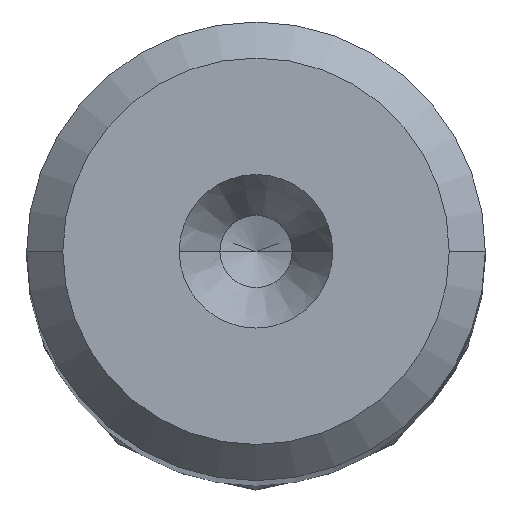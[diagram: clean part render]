
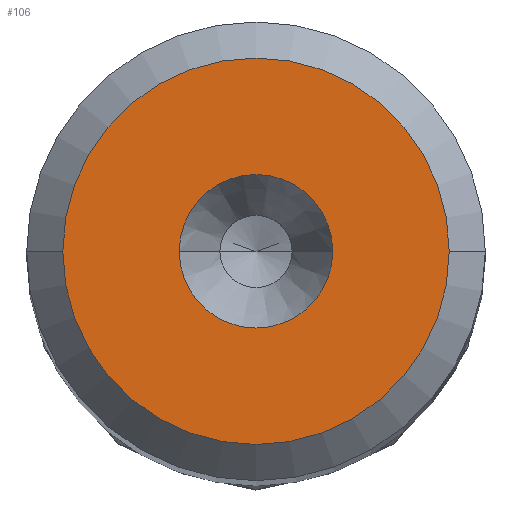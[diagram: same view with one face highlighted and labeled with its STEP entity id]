
A CAD part, top view. The second image highlights one B-rep face of the part: STEP entity #106.
In plain terms, the highlighted planar face has unit normal (0, 0, 1).
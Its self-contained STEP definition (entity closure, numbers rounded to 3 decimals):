
#86=PLANE('',#568);
#88=FACE_BOUND('',#165,.T.);
#89=FACE_BOUND('',#166,.T.);
#106=ADVANCED_FACE('',(#88,#89),#86,.T.);
#165=EDGE_LOOP('',(#196,#197,#198,#199));
#166=EDGE_LOOP('',(#200,#201));
#196=ORIENTED_EDGE('',*,*,#363,.T.);
#197=ORIENTED_EDGE('',*,*,#364,.T.);
#198=ORIENTED_EDGE('',*,*,#365,.T.);
#199=ORIENTED_EDGE('',*,*,#366,.T.);
#200=ORIENTED_EDGE('',*,*,#367,.T.);
#201=ORIENTED_EDGE('',*,*,#368,.T.);
#322=VERTEX_POINT('',#891);
#323=VERTEX_POINT('',#892);
#324=VERTEX_POINT('',#894);
#325=VERTEX_POINT('',#896);
#326=VERTEX_POINT('',#899);
#327=VERTEX_POINT('',#900);
#363=EDGE_CURVE('',#322,#323,#455,.T.);
#364=EDGE_CURVE('',#323,#324,#456,.T.);
#365=EDGE_CURVE('',#324,#325,#457,.T.);
#366=EDGE_CURVE('',#325,#322,#458,.T.);
#367=EDGE_CURVE('',#326,#327,#459,.T.);
#368=EDGE_CURVE('',#327,#326,#460,.T.);
#455=CIRCLE('',#562,5.35);
#456=CIRCLE('',#563,5.35);
#457=CIRCLE('',#564,5.35);
#458=CIRCLE('',#565,5.35);
#459=CIRCLE('',#566,2.125);
#460=CIRCLE('',#567,2.125);
#562=AXIS2_PLACEMENT_3D('',#890,#660,#661);
#563=AXIS2_PLACEMENT_3D('',#893,#662,#663);
#564=AXIS2_PLACEMENT_3D('',#895,#664,#665);
#565=AXIS2_PLACEMENT_3D('',#897,#666,#667);
#566=AXIS2_PLACEMENT_3D('',#898,#668,#669);
#567=AXIS2_PLACEMENT_3D('',#901,#670,#671);
#568=AXIS2_PLACEMENT_3D('',#902,#672,#673);
#660=DIRECTION('',(0.,0.,1.));
#661=DIRECTION('',(0.,1.,0.));
#662=DIRECTION('',(0.,0.,1.));
#663=DIRECTION('',(-1.,0.,0.));
#664=DIRECTION('',(0.,0.,1.));
#665=DIRECTION('',(0.,-1.,0.));
#666=DIRECTION('',(0.,0.,1.));
#667=DIRECTION('',(1.,0.,0.));
#668=DIRECTION('',(0.,0.,-1.));
#669=DIRECTION('',(-1.,0.,0.));
#670=DIRECTION('',(0.,0.,-1.));
#671=DIRECTION('',(1.,0.,0.));
#672=DIRECTION('',(0.,0.,1.));
#673=DIRECTION('',(-1.,0.,0.));
#890=CARTESIAN_POINT('',(0.,0.,0.));
#891=CARTESIAN_POINT('',(0.,5.35,0.));
#892=CARTESIAN_POINT('',(-5.35,0.,0.));
#893=CARTESIAN_POINT('',(0.,0.,0.));
#894=CARTESIAN_POINT('',(0.,-5.35,0.));
#895=CARTESIAN_POINT('',(0.,0.,0.));
#896=CARTESIAN_POINT('',(5.35,0.,0.));
#897=CARTESIAN_POINT('',(0.,0.,0.));
#898=CARTESIAN_POINT('',(0.,0.,0.));
#899=CARTESIAN_POINT('',(-2.125,0.,0.));
#900=CARTESIAN_POINT('',(2.125,0.,0.));
#901=CARTESIAN_POINT('',(0.,0.,0.));
#902=CARTESIAN_POINT('',(0.,0.,0.));
